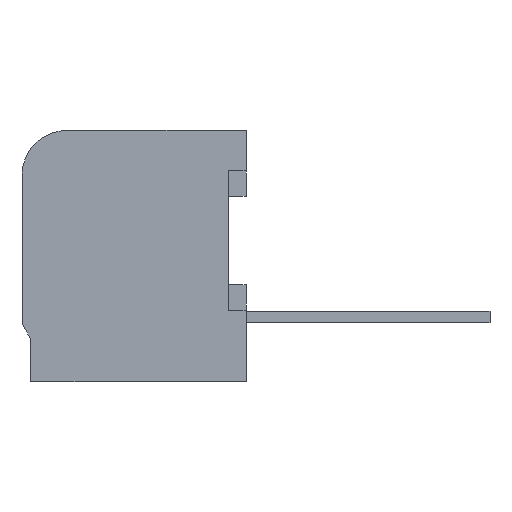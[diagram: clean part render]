
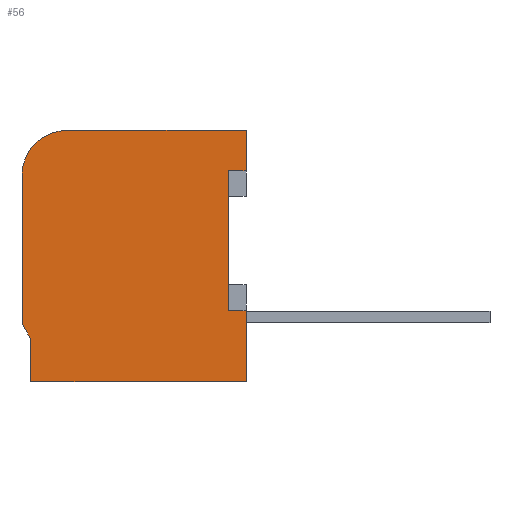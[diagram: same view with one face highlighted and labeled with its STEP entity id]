
A CAD part, left-side view. The second image highlights one B-rep face of the part: STEP entity #56.
In plain terms, the highlighted planar face has unit normal (-1, 0, 0).
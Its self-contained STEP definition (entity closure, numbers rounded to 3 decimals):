
#56=ADVANCED_FACE('',(#450),#451,.F.);
#450=FACE_OUTER_BOUND('',#1231,.T.);
#451=PLANE('',#1232);
#1231=EDGE_LOOP('',(#2052,#2053,#2054,#2055,#2056,#2057,#2058,#2059,#2060,#2061,#2062));
#1232=AXIS2_PLACEMENT_3D('',#2063,#2064,#2065);
#2052=ORIENTED_EDGE('',*,*,#5267,.F.);
#2053=ORIENTED_EDGE('',*,*,#5268,.F.);
#2054=ORIENTED_EDGE('',*,*,#5269,.F.);
#2055=ORIENTED_EDGE('',*,*,#5270,.F.);
#2056=ORIENTED_EDGE('',*,*,#5271,.F.);
#2057=ORIENTED_EDGE('',*,*,#5272,.F.);
#2058=ORIENTED_EDGE('',*,*,#5273,.F.);
#2059=ORIENTED_EDGE('',*,*,#5274,.F.);
#2060=ORIENTED_EDGE('',*,*,#5275,.T.);
#2061=ORIENTED_EDGE('',*,*,#5276,.T.);
#2062=ORIENTED_EDGE('',*,*,#5277,.F.);
#2063=CARTESIAN_POINT('',(-24.587,0.0,0.0));
#2064=DIRECTION('',(1.0,0.0,0.0));
#2065=DIRECTION('',(0.0,1.0,0.0));
#5267=EDGE_CURVE('',#6345,#6346,#6347,.T.);
#5268=EDGE_CURVE('',#6348,#6345,#6349,.T.);
#5269=EDGE_CURVE('',#6350,#6348,#6351,.T.);
#5270=EDGE_CURVE('',#6352,#6350,#6353,.T.);
#5271=EDGE_CURVE('',#6354,#6352,#6355,.T.);
#5272=EDGE_CURVE('',#6356,#6354,#6357,.T.);
#5273=EDGE_CURVE('',#6358,#6356,#6359,.T.);
#5274=EDGE_CURVE('',#6360,#6358,#6361,.T.);
#5275=EDGE_CURVE('',#6360,#6362,#6363,.T.);
#5276=EDGE_CURVE('',#6362,#6364,#6365,.T.);
#5277=EDGE_CURVE('',#6346,#6364,#6366,.T.);
#6345=VERTEX_POINT('',#8075);
#6346=VERTEX_POINT('',#8076);
#6347=LINE('',#8077,#8078);
#6348=VERTEX_POINT('',#8079);
#6349=LINE('',#8080,#8081);
#6350=VERTEX_POINT('',#8082);
#6351=CIRCLE('',#8083,3.175);
#6352=VERTEX_POINT('',#8084);
#6353=LINE('',#8085,#8086);
#6354=VERTEX_POINT('',#8087);
#6355=LINE('',#8088,#8089);
#6356=VERTEX_POINT('',#8090);
#6357=LINE('',#8091,#8092);
#6358=VERTEX_POINT('',#8093);
#6359=LINE('',#8094,#8095);
#6360=VERTEX_POINT('',#8096);
#6361=LINE('',#8097,#8098);
#6362=VERTEX_POINT('',#8099);
#6363=LINE('',#8100,#8101);
#6364=VERTEX_POINT('',#8102);
#6365=LINE('',#8103,#8104);
#6366=LINE('',#8105,#8106);
#8075=CARTESIAN_POINT('',(-24.587,-7.112,0.0));
#8076=CARTESIAN_POINT('',(-24.587,-7.112,-2.845));
#8077=CARTESIAN_POINT('',(-24.587,-7.112,0.0));
#8078=VECTOR('',#10931,2.845);
#8079=CARTESIAN_POINT('',(-24.587,5.588,0.0));
#8080=CARTESIAN_POINT('',(-24.587,5.588,0.0));
#8081=VECTOR('',#10932,12.7);
#8082=CARTESIAN_POINT('',(-24.587,8.763,-3.175));
#8083=AXIS2_PLACEMENT_3D('',#10933,#10934,#10935);
#8084=CARTESIAN_POINT('',(-24.587,8.763,-13.683));
#8085=CARTESIAN_POINT('',(-24.587,8.763,-13.683));
#8086=VECTOR('',#10936,10.508);
#8087=CARTESIAN_POINT('',(-24.587,8.128,-14.783));
#8088=CARTESIAN_POINT('',(-24.587,8.128,-14.783));
#8089=VECTOR('',#10937,1.27);
#8090=CARTESIAN_POINT('',(-24.587,8.128,-17.78));
#8091=CARTESIAN_POINT('',(-24.587,8.128,-17.78));
#8092=VECTOR('',#10938,2.997);
#8093=CARTESIAN_POINT('',(-24.587,-7.112,-17.78));
#8094=CARTESIAN_POINT('',(-24.587,-7.112,-17.78));
#8095=VECTOR('',#10939,15.24);
#8096=CARTESIAN_POINT('',(-24.587,-7.112,-12.751));
#8097=CARTESIAN_POINT('',(-24.587,-7.112,-12.751));
#8098=VECTOR('',#10940,5.029);
#8099=CARTESIAN_POINT('',(-24.587,-5.842,-12.751));
#8100=CARTESIAN_POINT('',(-24.587,-7.112,-12.751));
#8101=VECTOR('',#10941,1.27);
#8102=CARTESIAN_POINT('',(-24.587,-5.842,-2.845));
#8103=CARTESIAN_POINT('',(-24.587,-5.842,-12.751));
#8104=VECTOR('',#10942,9.906);
#8105=CARTESIAN_POINT('',(-24.587,-7.112,-2.845));
#8106=VECTOR('',#10943,1.27);
#10931=DIRECTION('',(0.0,0.0,-1.0));
#10932=DIRECTION('',(0.0,-1.0,0.0));
#10933=CARTESIAN_POINT('',(-24.587,5.588,-3.175));
#10934=DIRECTION('',(1.0,0.0,0.0));
#10935=DIRECTION('',(0.0,1.0,0.0));
#10936=DIRECTION('',(0.0,0.0,1.0));
#10937=DIRECTION('',(0.0,0.5,0.866));
#10938=DIRECTION('',(0.0,0.0,1.0));
#10939=DIRECTION('',(0.0,1.0,0.0));
#10940=DIRECTION('',(0.0,0.0,-1.0));
#10941=DIRECTION('',(0.0,1.0,0.0));
#10942=DIRECTION('',(0.0,0.0,1.0));
#10943=DIRECTION('',(0.0,1.0,0.0));
